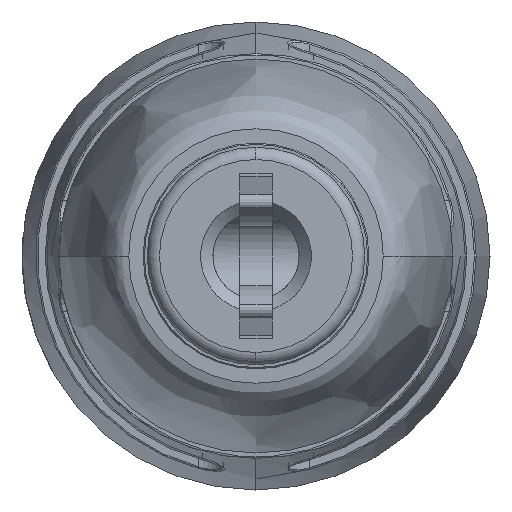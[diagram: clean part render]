
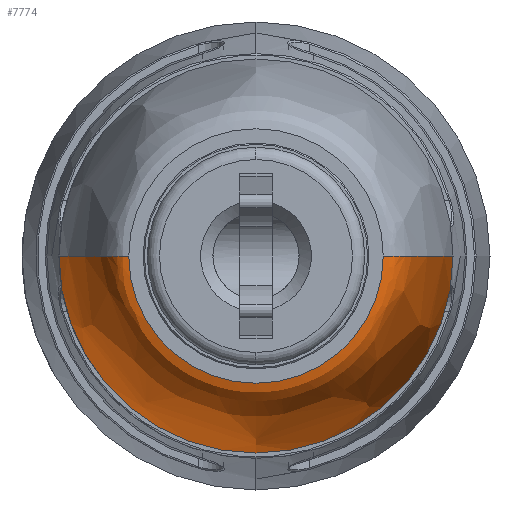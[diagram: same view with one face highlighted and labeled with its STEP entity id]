
A CAD part, left-side view. The second image highlights one B-rep face of the part: STEP entity #7774.
In plain terms, the highlighted free-form (B-spline) face has degree [3, 3] with [6, 4] control points.
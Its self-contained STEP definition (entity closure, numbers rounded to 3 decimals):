
#565 = EDGE_CURVE ( 'NONE', #17549, #25716, #7334, .T. ) ;
#816 = AXIS2_PLACEMENT_3D ( 'NONE', #19449, #2974, #9995 ) ;
#1450 = AXIS2_PLACEMENT_3D ( 'NONE', #9259, #7065, #16008 ) ;
#1922 = VERTEX_POINT ( 'NONE', #22851 ) ;
#2297 = CARTESIAN_POINT ( 'NONE',  ( -3.247, 4.294, 0. ) ) ;
#2573 = CARTESIAN_POINT ( 'NONE',  ( 3.822, 0., 0. ) ) ;
#2974 = DIRECTION ( 'NONE',  ( -1., 0., 0. ) ) ;
#4029 = CARTESIAN_POINT ( 'NONE',  ( 0.153, 4.759, -9.518 ) ) ;
#4050 = AXIS2_PLACEMENT_3D ( 'NONE', #2573, #27310, #11484 ) ;
#4484 = CARTESIAN_POINT ( 'NONE',  ( 3.822, 4.8, 0. ) ) ;
#4631 = CARTESIAN_POINT ( 'NONE',  ( -5.178, 3.71, 0. ) ) ;
#4903 = CARTESIAN_POINT ( 'NONE',  ( -5.178, -3.71, 0. ) ) ;
#4978 = VERTEX_POINT ( 'NONE', #26289 ) ;
#5054 = EDGE_CURVE ( 'NONE', #1922, #25716, #23371, .T. ) ;
#6199 = CARTESIAN_POINT ( 'NONE',  ( 3.398, -4.8, -9.6 ) ) ;
#6264 = EDGE_CURVE ( 'NONE', #4978, #1922, #24147, .T. ) ;
#6553 = CARTESIAN_POINT ( 'NONE',  ( 3.822, 4.8, 0. ) ) ;
#6637 = CARTESIAN_POINT ( 'NONE',  ( -5.178, 3.1, -6.2 ) ) ;
#6646 = CARTESIAN_POINT ( 'NONE',  ( 0.153, -4.759, 0. ) ) ;
#7065 = DIRECTION ( 'NONE',  ( -1., 0., 0. ) ) ;
#7103 = CARTESIAN_POINT ( 'NONE',  ( 0.153, 4.759, 0. ) ) ;
#7334 = CIRCLE ( 'NONE', #816, 3.1 ) ;
#7522 = EDGE_CURVE ( 'NONE', #16639, #17549, #28027, .T. ) ;
#7774 = ADVANCED_FACE ( 'NONE', ( #10330 ), #11102, .F. ) ;
#8180 = ORIENTED_EDGE ( 'NONE', *, *, #7522, .F. ) ;
#8261 = CARTESIAN_POINT ( 'NONE',  ( 3.822, -4.8, -9.6 ) ) ;
#8546 = CARTESIAN_POINT ( 'NONE',  ( 0.153, -4.759, 0. ) ) ;
#8686 = CARTESIAN_POINT ( 'NONE',  ( -5.178, 3.71, -7.421 ) ) ;
#9259 = CARTESIAN_POINT ( 'NONE',  ( 3.822, 0., 0. ) ) ;
#9520 = CARTESIAN_POINT ( 'NONE',  ( -5.178, 3.1, 0. ) ) ;
#9995 = DIRECTION ( 'NONE',  ( 0., 0., 1. ) ) ;
#10330 = FACE_OUTER_BOUND ( 'NONE', #21791, .T. ) ;
#10895 = CARTESIAN_POINT ( 'NONE',  ( -3.247, -4.294, 0. ) ) ;
#11102 =( BOUNDED_SURFACE ( )  B_SPLINE_SURFACE ( 3, 3, ( 
 ( #14833, #12647, #8261, #26278 ),
 ( #28621, #23506, #6199, #15135 ),
 ( #24085, #4029, #12930, #8546 ),
 ( #25694, #14555, #12379, #10895 ),
 ( #13509, #8686, #19834, #19968 ),
 ( #13217, #6637, #22173, #22614 ) ),
 .UNSPECIFIED., .F., .F., .T. ) 
 B_SPLINE_SURFACE_WITH_KNOTS ( ( 4, 1, 1, 4 ),
 ( 4, 4 ),
 ( 0., 0.429, 0.529, 1. ),
 ( 0., 1. ),
 .UNSPECIFIED. ) 
 GEOMETRIC_REPRESENTATION_ITEM ( )  RATIONAL_B_SPLINE_SURFACE ( (
 ( 1., 0.333, 0.333, 1.),
 ( 1., 0.333, 0.333, 1.),
 ( 1., 0.333, 0.333, 1.),
 ( 1., 0.333, 0.333, 1.),
 ( 1., 0.333, 0.333, 1.),
 ( 1., 0.333, 0.333, 1.) ) ) 
 REPRESENTATION_ITEM ( '' )  SURFACE ( )  );
#11484 = DIRECTION ( 'NONE',  ( 0., 0., 1. ) ) ;
#12379 = CARTESIAN_POINT ( 'NONE',  ( -3.247, -4.294, -8.588 ) ) ;
#12647 = CARTESIAN_POINT ( 'NONE',  ( 3.822, 4.8, -9.6 ) ) ;
#12930 = CARTESIAN_POINT ( 'NONE',  ( 0.153, -4.759, -9.518 ) ) ;
#13217 = CARTESIAN_POINT ( 'NONE',  ( -5.178, 3.1, 0. ) ) ;
#13509 = CARTESIAN_POINT ( 'NONE',  ( -5.178, 3.71, 0. ) ) ;
#13885 = ORIENTED_EDGE ( 'NONE', *, *, #5054, .T. ) ;
#14555 = CARTESIAN_POINT ( 'NONE',  ( -3.247, 4.294, -8.588 ) ) ;
#14833 = CARTESIAN_POINT ( 'NONE',  ( 3.822, 4.8, 0. ) ) ;
#15135 = CARTESIAN_POINT ( 'NONE',  ( 3.398, -4.8, 0. ) ) ;
#16008 = DIRECTION ( 'NONE',  ( 0., 0., 1. ) ) ;
#16639 = VERTEX_POINT ( 'NONE', #6553 ) ;
#17092 = CARTESIAN_POINT ( 'NONE',  ( -5.178, -3.1, 0. ) ) ;
#17549 = VERTEX_POINT ( 'NONE', #9520 ) ;
#18509 = CARTESIAN_POINT ( 'NONE',  ( 3.822, -4.8, 0. ) ) ;
#19449 = CARTESIAN_POINT ( 'NONE',  ( -5.178, 0., 0. ) ) ;
#19651 = CIRCLE ( 'NONE', #1450, 4.8 ) ;
#19834 = CARTESIAN_POINT ( 'NONE',  ( -5.178, -3.71, -7.421 ) ) ;
#19968 = CARTESIAN_POINT ( 'NONE',  ( -5.178, -3.71, 0. ) ) ;
#20126 = CARTESIAN_POINT ( 'NONE',  ( -3.247, -4.294, 0. ) ) ;
#21758 = EDGE_CURVE ( 'NONE', #16639, #4978, #19651, .T. ) ;
#21791 = EDGE_LOOP ( 'NONE', ( #26765, #13885, #26775, #8180, #25140 ) ) ;
#22173 = CARTESIAN_POINT ( 'NONE',  ( -5.178, -3.1, -6.2 ) ) ;
#22205 = CARTESIAN_POINT ( 'NONE',  ( 3.398, 4.8, 0. ) ) ;
#22614 = CARTESIAN_POINT ( 'NONE',  ( -5.178, -3.1, 0. ) ) ;
#22851 = CARTESIAN_POINT ( 'NONE',  ( 3.822, -4.8, 0. ) ) ;
#23371 = B_SPLINE_CURVE_WITH_KNOTS ( 'NONE', 3,
 ( #18509, #24525, #6646, #20126, #4903, #25100 ),
 .UNSPECIFIED., .F., .F.,
 ( 4, 1, 1, 4 ),
 ( 0., 0.429, 0.529, 1. ),
 .UNSPECIFIED. ) ;
#23506 = CARTESIAN_POINT ( 'NONE',  ( 3.398, 4.8, -9.6 ) ) ;
#24085 = CARTESIAN_POINT ( 'NONE',  ( 0.153, 4.759, 0. ) ) ;
#24147 = CIRCLE ( 'NONE', #4050, 4.8 ) ;
#24525 = CARTESIAN_POINT ( 'NONE',  ( 3.398, -4.8, 0. ) ) ;
#25100 = CARTESIAN_POINT ( 'NONE',  ( -5.178, -3.1, 0. ) ) ;
#25140 = ORIENTED_EDGE ( 'NONE', *, *, #21758, .T. ) ;
#25694 = CARTESIAN_POINT ( 'NONE',  ( -3.247, 4.294, 0. ) ) ;
#25716 = VERTEX_POINT ( 'NONE', #17092 ) ;
#26278 = CARTESIAN_POINT ( 'NONE',  ( 3.822, -4.8, 0. ) ) ;
#26289 = CARTESIAN_POINT ( 'NONE',  ( 3.822, 0., -4.8 ) ) ;
#26765 = ORIENTED_EDGE ( 'NONE', *, *, #6264, .T. ) ;
#26775 = ORIENTED_EDGE ( 'NONE', *, *, #565, .F. ) ;
#27310 = DIRECTION ( 'NONE',  ( -1., 0., 0. ) ) ;
#28027 = B_SPLINE_CURVE_WITH_KNOTS ( 'NONE', 3,
 ( #4484, #22205, #7103, #2297, #4631, #28935 ),
 .UNSPECIFIED., .F., .F.,
 ( 4, 1, 1, 4 ),
 ( 0., 0.429, 0.529, 1. ),
 .UNSPECIFIED. ) ;
#28621 = CARTESIAN_POINT ( 'NONE',  ( 3.398, 4.8, 0. ) ) ;
#28935 = CARTESIAN_POINT ( 'NONE',  ( -5.178, 3.1, 0. ) ) ;
